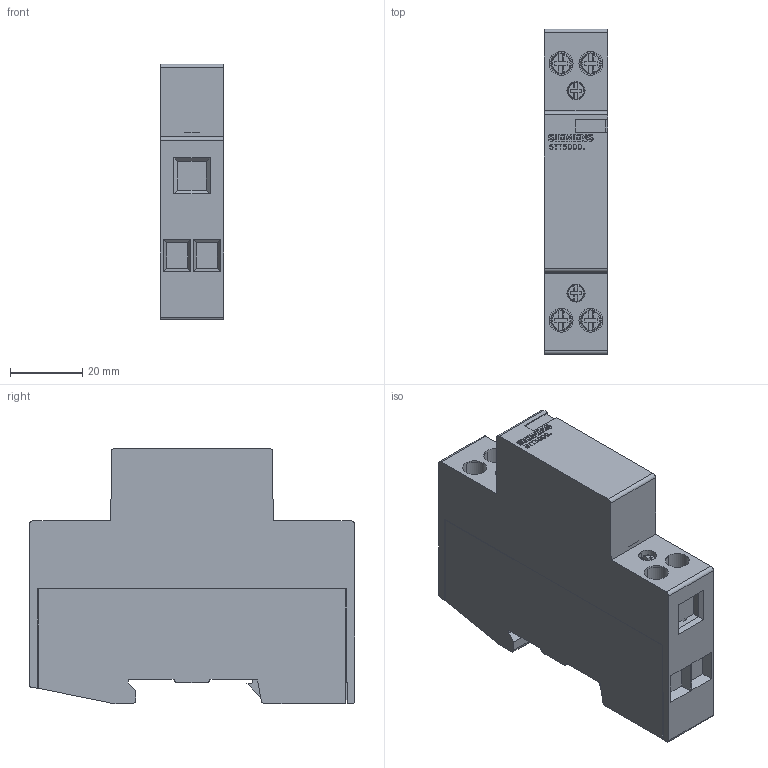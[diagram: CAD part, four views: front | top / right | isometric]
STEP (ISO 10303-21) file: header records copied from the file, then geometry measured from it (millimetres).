
FILE_DESCRIPTION(('STEP AP214'),'1');
FILE_NAME('cctmp_19427C2B-1D6F-47A6-A96E-C3C97080CFD1_2023_07_22_08_47_32_0377..stp','2023-07-22T06:47:33',('SIEMENS A&D'),('CADClick - www.CADClick.com'),'Spatial InterOp 3D postprocessed',' ','unknown authorization');
FILE_SCHEMA(('AUTOMOTIVE_DESIGN'));
Length unit declared in the file: millimetre
Products named in the file (4): cc_unnamed; 2023_07_22_08_47_32_0335; 2023_07_22_08_47_32_0332; 2023_07_22_08_47_32_0328
Assembly tree (3 placements, depth 2):
  cc_unnamed
    2023_07_22_08_47_32_0335
    2023_07_22_08_47_32_0332
    2023_07_22_08_47_32_0328
Bounding box: 17.5 x 90 x 70.7 mm (x, y, z)
Volume: 85954.8 mm3; surface area: 20761.3 mm2
Topology: 3 solids, 13 shells, 653 faces, 1748 edges, 1160 vertices
Faces by surface type: plane 535, cylinder 82, torus 24, cone 12
Entity records: 34054 total; most frequent: CARTESIAN_POINT 3781, STYLED_ITEM 3564, PRESENTATION_STYLE_ASSIGNMENT 3564, ORIENTED_EDGE 3496, DIRECTION 3310, EDGE_CURVE 1748, CURVE_STYLE 1748, DRAUGHTING_PRE_DEFINED_CURVE_FONT 1748
